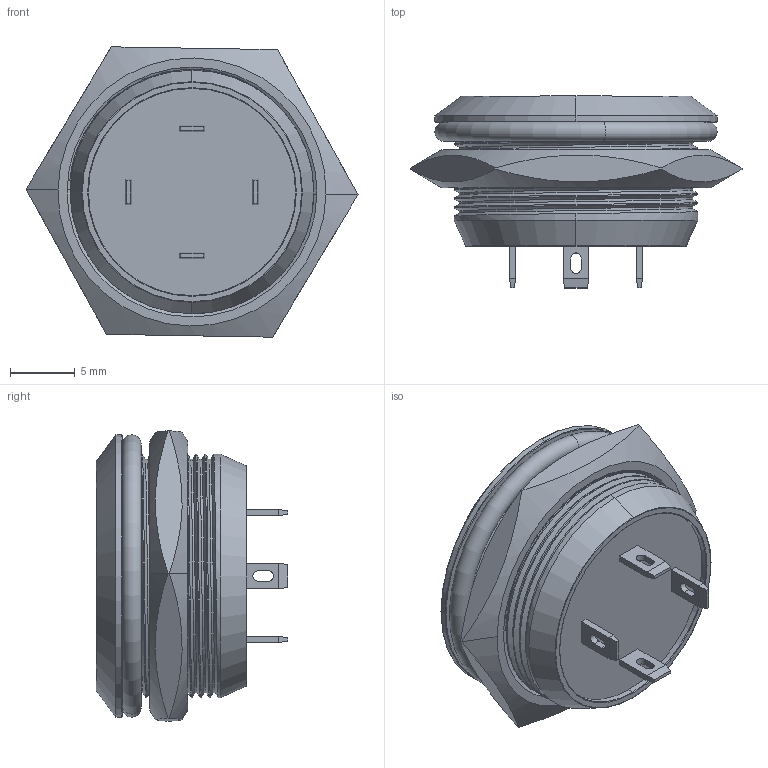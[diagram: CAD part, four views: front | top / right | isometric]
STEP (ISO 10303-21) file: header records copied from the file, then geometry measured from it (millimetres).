
FILE_DESCRIPTION (( 'STEP AP214' ), '1' );
FILE_NAME ('Btn19PWR-LED.STEP', '2023-03-10T06:08:39', ( '' ), ( '' ), 'SwSTEP 2.0', 'SolidWorks 2018', '' );
FILE_SCHEMA (( 'AUTOMOTIVE_DESIGN' ));
Length unit declared in the file: millimetre
Products named in the file (4): Nut19; O-ring rubber19; Btn19PWR-LED
Assembly tree (3 placements, depth 2):
  Btn19PWR-LED
    Btn19PWR-LED
    O-ring rubber19
    Nut19
Bounding box: 25.63 x 14.8 x 22.41 mm (x, y, z)
Volume: 1626.9 mm3; surface area: 4134.3 mm2
Topology: 7 solids, 8 shells, 165 faces, 391 edges, 249 vertices
Faces by surface type: plane 73, cylinder 62, torus 12, cone 12, bspline 6
Entity records: 7604 total; most frequent: CARTESIAN_POINT 2913, ORIENTED_EDGE 782, DIRECTION 748, EDGE_CURVE 391, AXIS2_PLACEMENT_3D 275, VERTEX_POINT 249, LINE 198, VECTOR 198
